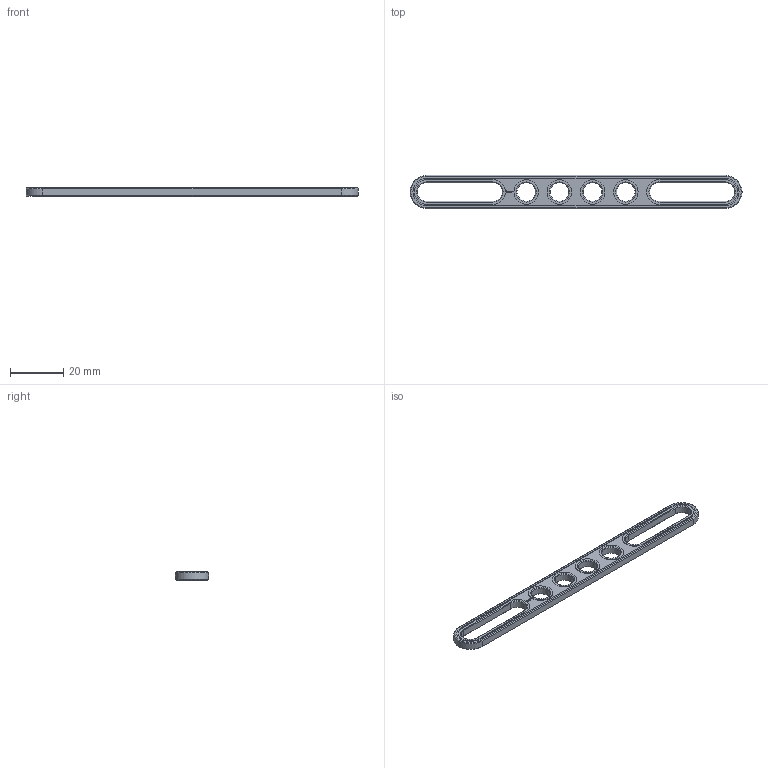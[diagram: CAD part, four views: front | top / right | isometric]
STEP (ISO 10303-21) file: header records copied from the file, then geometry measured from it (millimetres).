
FILE_DESCRIPTION(('FreeCAD Model'),'2;1');
FILE_NAME('Open CASCADE Shape Model','2023-01-08T23:18:12',(''),(''), 'Open CASCADE STEP processor 7.6','FreeCAD','Unknown');
FILE_SCHEMA(('AUTOMOTIVE_DESIGN { 1 0 10303 214 1 1 1 1 }'));
Length unit declared in the file: millimetre
Products named in the file (1): Brace STR SLT BE ERR BU10x01x00.25x03 - SPN-BRC-0306 (stemfie.org)
Bounding box: 125 x 12.5 x 3.12 mm (x, y, z)
Volume: 2841.1 mm3; surface area: 3380.7 mm2
Topology: 1 solids, 1 shells, 612 faces, 1679 edges, 1110 vertices
Faces by surface type: plane 338, extrusion 234, cone 20, cylinder 20
Full cylindrical faces by diameter (mm): 7 x4, 9.2 x4
Entity records: 42895 total; most frequent: CARTESIAN_POINT 11133, DIRECTION 4911, VECTOR 3991, LINE 3757, ORIENTED_EDGE 3358, PCURVE 3358, DEFINITIONAL_REPRESENTATION 3358, EDGE_CURVE 1679
